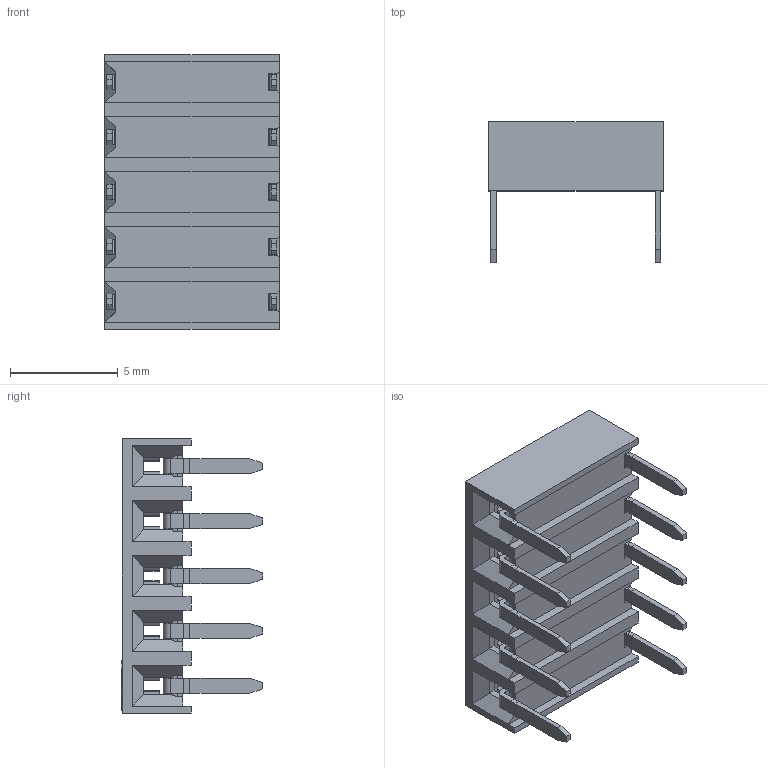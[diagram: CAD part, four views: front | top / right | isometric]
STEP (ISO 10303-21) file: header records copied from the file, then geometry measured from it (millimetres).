
FILE_DESCRIPTION(/* description */ (''),/* implementation_level */ '2;1');
FILE_NAME(/* name */ '388-05-1-2-xx.stp',/* time_stamp */ '2025-07-14T11:03:07+02:00',/* author */ ('andreas.larin'),/* organization */ (''),/* preprocessor_version */ 'ST-DEVELOPER v20',/* originating_system */ 'Autodesk Inventor 2025',/* authorisation */ '');
FILE_SCHEMA (('AUTOMOTIVE_DESIGN { 1 0 10303 214 3 1 1 }'));
Length unit declared in the file: millimetre
Products named in the file (1): 388-05-1-2-xx
Bounding box: 8.1 x 6.53 x 12.7 mm (x, y, z)
Volume: 213.8 mm3; surface area: 924.2 mm2
Topology: 6 solids, 6 shells, 805 faces, 2196 edges, 1394 vertices
Faces by surface type: plane 585, cylinder 200, bspline 20
Entity records: 26228 total; most frequent: CARTESIAN_POINT 5676, ORIENTED_EDGE 4392, DIRECTION 4148, EDGE_CURVE 2196, LINE 1736, VECTOR 1736, VERTEX_POINT 1394, AXIS2_PLACEMENT_3D 1206
